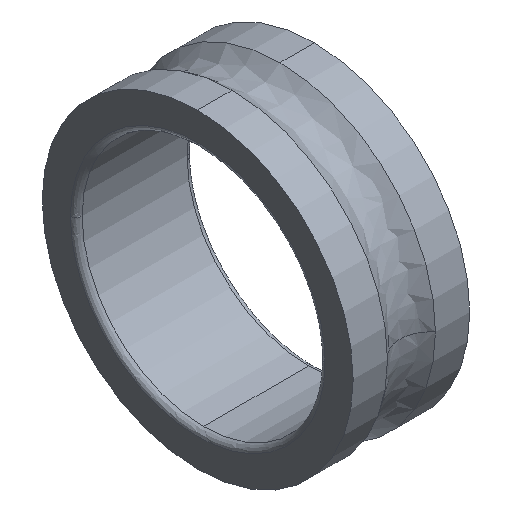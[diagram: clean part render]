
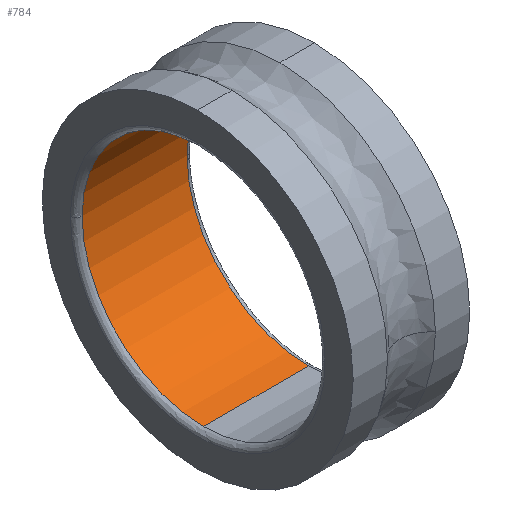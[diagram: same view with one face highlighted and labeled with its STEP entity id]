
A CAD part, isometric view. The second image highlights one B-rep face of the part: STEP entity #784.
In plain terms, the highlighted cylindrical face has radius 12.5 mm (diameter 25 mm), a partial arc.
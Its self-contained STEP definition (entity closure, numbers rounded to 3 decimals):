
#18 = ORIENTED_EDGE ( 'NONE', *, *, #839, .F. ) ;
#34 = CARTESIAN_POINT ( 'NONE',  ( 0.6, 0., 12.5 ) ) ;
#38 = AXIS2_PLACEMENT_3D ( 'NONE', #809, #116, #432 ) ;
#41 = DIRECTION ( 'NONE',  ( 0., 1., 0. ) ) ;
#100 = ORIENTED_EDGE ( 'NONE', *, *, #427, .F. ) ;
#105 = EDGE_CURVE ( 'NONE', #751, #843, #797, .T. ) ;
#113 = EDGE_LOOP ( 'NONE', ( #18, #552, #457, #820, #100, #703 ) ) ;
#114 = DIRECTION ( 'NONE',  ( 0., 1., 0. ) ) ;
#116 = DIRECTION ( 'NONE',  ( -1., 0., 0. ) ) ;
#141 = VERTEX_POINT ( 'NONE', #158 ) ;
#158 = CARTESIAN_POINT ( 'NONE',  ( 11.4, 0., 12.5 ) ) ;
#162 = DIRECTION ( 'NONE',  ( 1., 0., 0. ) ) ;
#238 = VECTOR ( 'NONE', #759, 1000. ) ;
#263 = DIRECTION ( 'NONE',  ( -1., 0., 0. ) ) ;
#267 = DIRECTION ( 'NONE',  ( 1., 0., 0. ) ) ;
#309 = CARTESIAN_POINT ( 'NONE',  ( 0.6, 0., -12.5 ) ) ;
#318 = EDGE_CURVE ( 'NONE', #541, #498, #873, .T. ) ;
#354 = DIRECTION ( 'NONE',  ( 1., 0., 0. ) ) ;
#375 = EDGE_CURVE ( 'NONE', #141, #597, #595, .T. ) ;
#422 = CARTESIAN_POINT ( 'NONE',  ( 11.4, 12.5, 0. ) ) ;
#427 = EDGE_CURVE ( 'NONE', #597, #498, #889, .T. ) ;
#432 = DIRECTION ( 'NONE',  ( 0., 1., 0. ) ) ;
#455 = AXIS2_PLACEMENT_3D ( 'NONE', #814, #263, #41 ) ;
#457 = ORIENTED_EDGE ( 'NONE', *, *, #605, .F. ) ;
#481 = LINE ( 'NONE', #580, #238 ) ;
#498 = VERTEX_POINT ( 'NONE', #632 ) ;
#509 = CARTESIAN_POINT ( 'NONE',  ( 0.6, 0., 0. ) ) ;
#541 = VERTEX_POINT ( 'NONE', #309 ) ;
#552 = ORIENTED_EDGE ( 'NONE', *, *, #105, .F. ) ;
#580 = CARTESIAN_POINT ( 'NONE',  ( 0.6, 0., 12.5 ) ) ;
#586 = DIRECTION ( 'NONE',  ( 1., 0., 0. ) ) ;
#593 = CYLINDRICAL_SURFACE ( 'NONE', #753, 12.5 ) ;
#595 = CIRCLE ( 'NONE', #455, 12.5 ) ;
#597 = VERTEX_POINT ( 'NONE', #422 ) ;
#605 = EDGE_CURVE ( 'NONE', #541, #751, #775, .T. ) ;
#632 = CARTESIAN_POINT ( 'NONE',  ( 11.4, 0., -12.5 ) ) ;
#633 = CARTESIAN_POINT ( 'NONE',  ( 0.6, 0., 0. ) ) ;
#661 = CARTESIAN_POINT ( 'NONE',  ( 0.6, 0., -12.5 ) ) ;
#676 = AXIS2_PLACEMENT_3D ( 'NONE', #633, #162, #709 ) ;
#692 = AXIS2_PLACEMENT_3D ( 'NONE', #960, #586, #114 ) ;
#703 = ORIENTED_EDGE ( 'NONE', *, *, #375, .F. ) ;
#709 = DIRECTION ( 'NONE',  ( 0., 1., 0. ) ) ;
#732 = DIRECTION ( 'NONE',  ( 0., 0., -1. ) ) ;
#751 = VERTEX_POINT ( 'NONE', #894 ) ;
#753 = AXIS2_PLACEMENT_3D ( 'NONE', #509, #354, #732 ) ;
#759 = DIRECTION ( 'NONE',  ( 1., 0., 0. ) ) ;
#775 = CIRCLE ( 'NONE', #692, 12.5 ) ;
#784 = ADVANCED_FACE ( 'NONE', ( #795 ), #593, .F. ) ;
#795 = FACE_OUTER_BOUND ( 'NONE', #113, .T. ) ;
#797 = CIRCLE ( 'NONE', #676, 12.5 ) ;
#809 = CARTESIAN_POINT ( 'NONE',  ( 11.4, 0., 0. ) ) ;
#814 = CARTESIAN_POINT ( 'NONE',  ( 11.4, 0., 0. ) ) ;
#820 = ORIENTED_EDGE ( 'NONE', *, *, #318, .T. ) ;
#823 = VECTOR ( 'NONE', #267, 1000. ) ;
#839 = EDGE_CURVE ( 'NONE', #843, #141, #481, .T. ) ;
#843 = VERTEX_POINT ( 'NONE', #34 ) ;
#873 = LINE ( 'NONE', #661, #823 ) ;
#889 = CIRCLE ( 'NONE', #38, 12.5 ) ;
#894 = CARTESIAN_POINT ( 'NONE',  ( 0.6, 12.5, 0. ) ) ;
#960 = CARTESIAN_POINT ( 'NONE',  ( 0.6, 0., 0. ) ) ;
